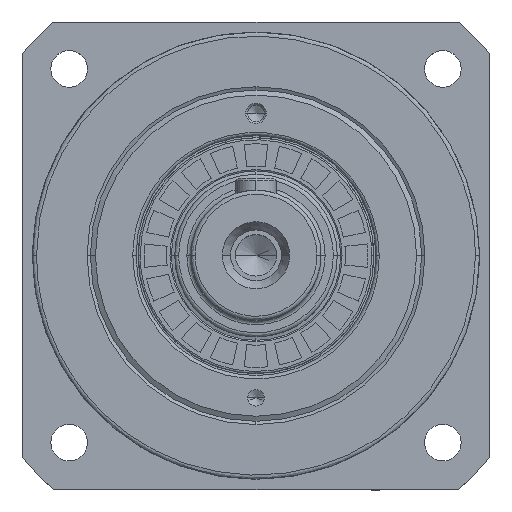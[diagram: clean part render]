
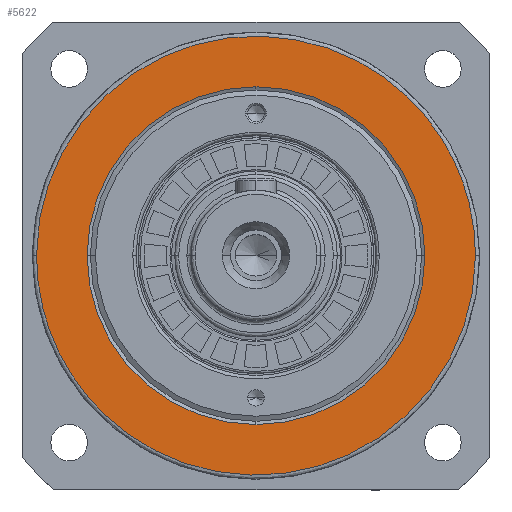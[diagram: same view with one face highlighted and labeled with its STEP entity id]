
A CAD part, top view. The second image highlights one B-rep face of the part: STEP entity #5622.
In plain terms, the highlighted planar face has unit normal (0, 0, 1).
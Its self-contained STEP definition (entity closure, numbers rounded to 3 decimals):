
#1982 = DIRECTION ( 'NONE',  ( 0., -1., 0. ) ) ;
#2060 = EDGE_CURVE ( 'NONE', #9818, #29420, #13455, .T. ) ;
#2536 = DIRECTION ( 'NONE',  ( 0., 0., -1. ) ) ;
#2711 = CARTESIAN_POINT ( 'NONE',  ( 0., 0., 72.5 ) ) ;
#2712 = EDGE_CURVE ( 'NONE', #28106, #17802, #16238, .T. ) ;
#5000 = EDGE_CURVE ( 'NONE', #17802, #28106, #21497, .T. ) ;
#5622 = ADVANCED_FACE ( 'NONE', ( #30565, #30802 ), #20212, .T. ) ;
#7878 = CARTESIAN_POINT ( 'NONE',  ( -54., 0., 72.5 ) ) ;
#9267 = ORIENTED_EDGE ( 'NONE', *, *, #5000, .F. ) ;
#9818 = VERTEX_POINT ( 'NONE', #28460 ) ;
#11415 = CARTESIAN_POINT ( 'NONE',  ( 0., 0., 72.5 ) ) ;
#12876 = DIRECTION ( 'NONE',  ( 0., 0., -1. ) ) ;
#13455 = CIRCLE ( 'NONE', #19239, 41.55 ) ;
#15279 = EDGE_LOOP ( 'NONE', ( #25309, #30523 ) ) ;
#15283 = CIRCLE ( 'NONE', #20081, 41.55 ) ;
#16238 =( BOUNDED_CURVE ( )  B_SPLINE_CURVE ( 3, ( #20658, #20711, #21255, #20817 ),
 .UNSPECIFIED., .F., .F. ) 
 B_SPLINE_CURVE_WITH_KNOTS ( ( 4, 4 ),
 ( 0., 1. ),
 .UNSPECIFIED. ) 
 CURVE ( )  GEOMETRIC_REPRESENTATION_ITEM ( )  RATIONAL_B_SPLINE_CURVE ( ( 1., 0.333, 0.333, 1. ) ) 
 REPRESENTATION_ITEM ( '' )  );
#17153 = EDGE_LOOP ( 'NONE', ( #26964, #9267 ) ) ;
#17802 = VERTEX_POINT ( 'NONE', #26460 ) ;
#18564 = CARTESIAN_POINT ( 'NONE',  ( -54., 0., 72.5 ) ) ;
#18698 = CARTESIAN_POINT ( 'NONE',  ( -54., -108., 72.5 ) ) ;
#19107 = CARTESIAN_POINT ( 'NONE',  ( 54., 0., 72.5 ) ) ;
#19239 = AXIS2_PLACEMENT_3D ( 'NONE', #11415, #12876, #30579 ) ;
#19341 = DIRECTION ( 'NONE',  ( 1., 0., 0. ) ) ;
#19437 = DIRECTION ( 'NONE',  ( 0., 0., 1. ) ) ;
#19783 = CARTESIAN_POINT ( 'NONE',  ( 0., 0., 72.5 ) ) ;
#20081 = AXIS2_PLACEMENT_3D ( 'NONE', #2711, #2536, #1982 ) ;
#20168 = CARTESIAN_POINT ( 'NONE',  ( 54., -108., 72.5 ) ) ;
#20212 = PLANE ( 'NONE',  #20984 ) ;
#20658 = CARTESIAN_POINT ( 'NONE',  ( -54., 0., 72.5 ) ) ;
#20711 = CARTESIAN_POINT ( 'NONE',  ( -54., 108., 72.5 ) ) ;
#20817 = CARTESIAN_POINT ( 'NONE',  ( 54., 0., 72.5 ) ) ;
#20984 = AXIS2_PLACEMENT_3D ( 'NONE', #19783, #19437, #19341 ) ;
#21255 = CARTESIAN_POINT ( 'NONE',  ( 54., 108., 72.5 ) ) ;
#21497 =( BOUNDED_CURVE ( )  B_SPLINE_CURVE ( 3, ( #19107, #20168, #18698, #18564 ),
 .UNSPECIFIED., .F., .F. ) 
 B_SPLINE_CURVE_WITH_KNOTS ( ( 4, 4 ),
 ( 0., 1. ),
 .UNSPECIFIED. ) 
 CURVE ( )  GEOMETRIC_REPRESENTATION_ITEM ( )  RATIONAL_B_SPLINE_CURVE ( ( 1., 0.333, 0.333, 1. ) ) 
 REPRESENTATION_ITEM ( '' )  );
#25309 = ORIENTED_EDGE ( 'NONE', *, *, #29156, .T. ) ;
#26460 = CARTESIAN_POINT ( 'NONE',  ( 54., 0., 72.5 ) ) ;
#26964 = ORIENTED_EDGE ( 'NONE', *, *, #2712, .F. ) ;
#28106 = VERTEX_POINT ( 'NONE', #7878 ) ;
#28460 = CARTESIAN_POINT ( 'NONE',  ( 0., 41.55, 72.5 ) ) ;
#28933 = CARTESIAN_POINT ( 'NONE',  ( 0., -41.55, 72.5 ) ) ;
#29156 = EDGE_CURVE ( 'NONE', #29420, #9818, #15283, .T. ) ;
#29420 = VERTEX_POINT ( 'NONE', #28933 ) ;
#30523 = ORIENTED_EDGE ( 'NONE', *, *, #2060, .T. ) ;
#30565 = FACE_BOUND ( 'NONE', #15279, .T. ) ;
#30579 = DIRECTION ( 'NONE',  ( 0., -1., 0. ) ) ;
#30802 = FACE_OUTER_BOUND ( 'NONE', #17153, .T. ) ;
